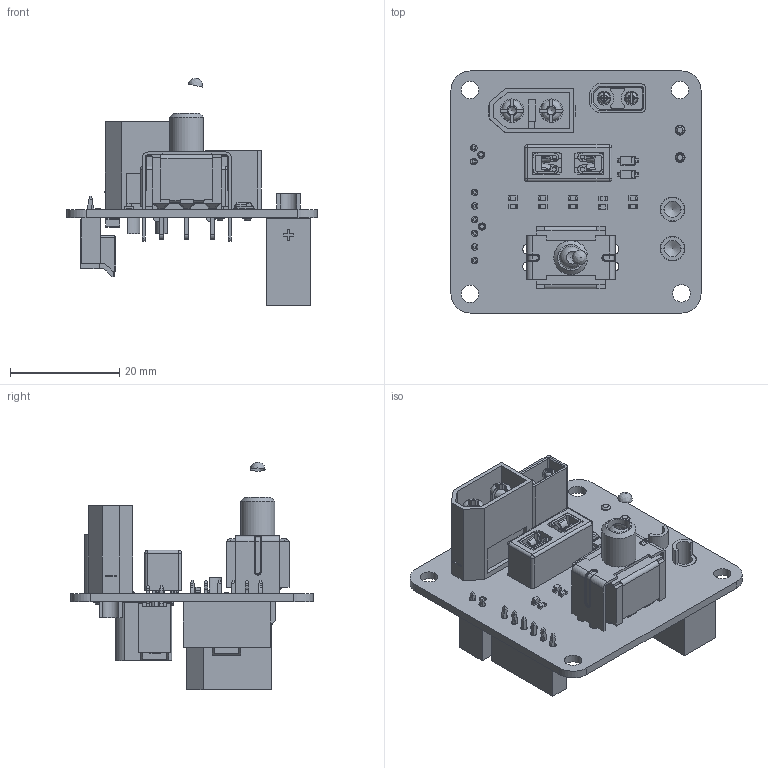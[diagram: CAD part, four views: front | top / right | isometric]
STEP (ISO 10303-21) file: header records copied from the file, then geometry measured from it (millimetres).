
FILE_DESCRIPTION(('KiCad electronic assembly'),'2;1');
FILE_NAME('PS-PowerSelectorPCB.step','2025-10-18T14:23:36',('Pcbnew'),( 'Kicad'),'Open CASCADE STEP processor 7.8','KiCad to STEP converter' ,'Unknown');
FILE_SCHEMA(('AUTOMOTIVE_DESIGN { 1 0 10303 214 1 1 1 1 }'));
Length unit declared in the file: millimetre
Products named in the file (16): PS-PowerSelectorPCB 1; R_0603_1608Metric; LED_0603_1608Metric; AMASS_XT60-M_1x02_P7.2mm_Vertical; kicad_embedded_213B900F8FAA708CC9C99E13EC833D52; D_SOD-123; kicad_embedded_7D1E609F650C126ACB5D17C8A65A77F1; F3568-1; 3557_rev.C; kicad_embedded_4CB0A97DBE8F50E91DD7758067D94DB1; kicad_embedded_972D4A2984028F981CAE147157501C26; SOLID; COMPOUND; kicad_embedded_8DC7A9B76FF229F07B316F5D5C52BA0B; Fuse_1210_3225Metric; PS-PowerSelectorPCB_PCB
Assembly tree (27 placements, depth 3):
  PS-PowerSelectorPCB 1
    R_0603_1608Metric  x5
    LED_0603_1608Metric  x5
    AMASS_XT60-M_1x02_P7.2mm_Vertical  x2
    kicad_embedded_213B900F8FAA708CC9C99E13EC833D52  x2
    D_SOD-123  x2
    kicad_embedded_7D1E609F650C126ACB5D17C8A65A77F1
      F3568-1
      3557_rev.C  x2
    kicad_embedded_4CB0A97DBE8F50E91DD7758067D94DB1
    kicad_embedded_972D4A2984028F981CAE147157501C26
      SOLID
      COMPOUND
    kicad_embedded_8DC7A9B76FF229F07B316F5D5C52BA0B
    Fuse_1210_3225Metric
    PS-PowerSelectorPCB_PCB
Bounding box: 45.8 x 44.35 x 41.64 mm (x, y, z)
Volume: 7741.3 mm3; surface area: 15887.7 mm2
Topology: 37 solids, 38 shells, 2206 faces, 5661 edges, 3608 vertices
Faces by surface type: plane 1468, cylinder 485, bspline 69, sphere 66, torus 52, cone 42, revolution 24
Full cylindrical faces by diameter (mm): 1.2 x8, 1.3 x2, 1.6 x4, 1.8 x4, 1.85 x10, 3 x4, 3.2 x4, 4.2 x2, 4.3 x8, 4.5 x4, 6 x4
Entity records: 49906 total; most frequent: CARTESIAN_POINT 8460, ORIENTED_EDGE 7544, DIRECTION 7485, EDGE_CURVE 3772, LINE 2769, VECTOR 2769, VERTEX_POINT 2388, AXIS2_PLACEMENT_3D 2352
